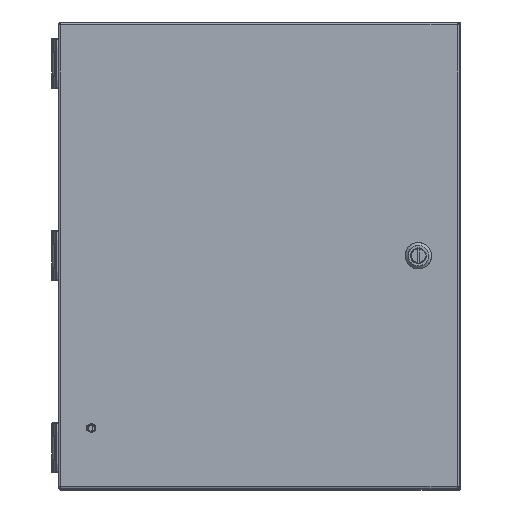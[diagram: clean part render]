
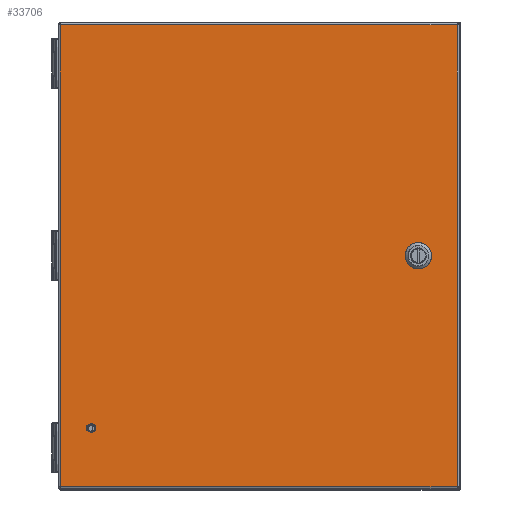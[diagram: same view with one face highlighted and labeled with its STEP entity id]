
A CAD part, top view. The second image highlights one B-rep face of the part: STEP entity #33706.
In plain terms, the highlighted planar face has unit normal (0, 0, 1).
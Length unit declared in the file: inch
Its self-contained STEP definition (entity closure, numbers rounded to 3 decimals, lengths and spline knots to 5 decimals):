
#159 = EDGE_CURVE ( 'NONE', #34328, #15841, #44065, .T. ) ;
#516 = VECTOR ( 'NONE', #54037, 39.37008 ) ;
#680 = VECTOR ( 'NONE', #51563, 39.37008 ) ;
#1247 = LINE ( 'NONE', #42809, #37988 ) ;
#2408 = CARTESIAN_POINT ( 'NONE',  ( 4.75145, -0.00008, 8.18453 ) ) ;
#2926 = CARTESIAN_POINT ( 'NONE',  ( 3.57344, -1.57407, 8.18453 ) ) ;
#4555 = ORIENTED_EDGE ( 'NONE', *, *, #51725, .T. ) ;
#4594 = LINE ( 'NONE', #30825, #52075 ) ;
#4747 = DIRECTION ( 'NONE',  ( 0., 1., 0. ) ) ;
#4863 = EDGE_CURVE ( 'NONE', #47278, #39763, #9631, .T. ) ;
#5072 = LINE ( 'NONE', #45667, #63659 ) ;
#6929 = CARTESIAN_POINT ( 'NONE',  ( -5.97055, -6.91016, 8.18453 ) ) ;
#7620 = ORIENTED_EDGE ( 'NONE', *, *, #17535, .F. ) ;
#7860 = CARTESIAN_POINT ( 'NONE',  ( 3.17746, -1.17809, 8.18453 ) ) ;
#8571 = EDGE_LOOP ( 'NONE', ( #12847, #50608, #22407, #22787, #38574, #4555, #32635, #24369 ) ) ;
#9631 = LINE ( 'NONE', #13633, #32666 ) ;
#9717 = DIRECTION ( 'NONE',  ( 0., 0., 1. ) ) ;
#9795 = DIRECTION ( 'NONE',  ( 0., 0., 1. ) ) ;
#10134 = DIRECTION ( 'NONE',  ( 1., 0., 0. ) ) ;
#11564 = CARTESIAN_POINT ( 'NONE',  ( -5.97055, 6.91, 8.18453 ) ) ;
#11927 = EDGE_LOOP ( 'NONE', ( #7620 ) ) ;
#12066 = EDGE_CURVE ( 'NONE', #12225, #19586, #5072, .T. ) ;
#12225 = VERTEX_POINT ( 'NONE', #24359 ) ;
#12686 = VECTOR ( 'NONE', #63337, 39.37008 ) ;
#12847 = ORIENTED_EDGE ( 'NONE', *, *, #56331, .F. ) ;
#13165 = EDGE_CURVE ( 'NONE', #24442, #39763, #60723, .T. ) ;
#13564 = LINE ( 'NONE', #2926, #12686 ) ;
#13633 = CARTESIAN_POINT ( 'NONE',  ( 3.57344, 1.57391, 8.18453 ) ) ;
#14365 = DIRECTION ( 'NONE',  ( 1., 0., 0. ) ) ;
#14421 = CARTESIAN_POINT ( 'NONE',  ( 4.75145, -0.00008, 8.18453 ) ) ;
#14675 = VERTEX_POINT ( 'NONE', #6929 ) ;
#15158 = CARTESIAN_POINT ( 'NONE',  ( 4.66301, -0.30761, 8.18453 ) ) ;
#15564 = DIRECTION ( 'NONE',  ( 1., 0., 0. ) ) ;
#15841 = VERTEX_POINT ( 'NONE', #26077 ) ;
#16455 = CARTESIAN_POINT ( 'NONE',  ( 5.05899, -0.08852, 8.18453 ) ) ;
#17532 = DIRECTION ( 'NONE',  ( 0., -1., 0. ) ) ;
#17535 = EDGE_CURVE ( 'NONE', #42103, #42103, #54279, .T. ) ;
#19586 = VERTEX_POINT ( 'NONE', #49820 ) ;
#19911 = CARTESIAN_POINT ( 'NONE',  ( 4.66301, 0.30746, 8.18453 ) ) ;
#21558 = CARTESIAN_POINT ( 'NONE',  ( 5.05899, 0.08837, 8.18453 ) ) ;
#21984 = EDGE_CURVE ( 'NONE', #34328, #59565, #63722, .T. ) ;
#22407 = ORIENTED_EDGE ( 'NONE', *, *, #53247, .F. ) ;
#22787 = ORIENTED_EDGE ( 'NONE', *, *, #4863, .T. ) ;
#23436 = ORIENTED_EDGE ( 'NONE', *, *, #30689, .T. ) ;
#23475 = CIRCLE ( 'NONE', #29807, 0.32 ) ;
#24225 = PLANE ( 'NONE',  #57509 ) ;
#24359 = CARTESIAN_POINT ( 'NONE',  ( 5.90945, -6.91016, 8.18453 ) ) ;
#24369 = ORIENTED_EDGE ( 'NONE', *, *, #159, .T. ) ;
#24442 = VERTEX_POINT ( 'NONE', #16455 ) ;
#26032 = ORIENTED_EDGE ( 'NONE', *, *, #38605, .T. ) ;
#26077 = CARTESIAN_POINT ( 'NONE',  ( 4.44392, -0.08852, 8.18453 ) ) ;
#28961 = DIRECTION ( 'NONE',  ( 0., 0., 1. ) ) ;
#29807 = AXIS2_PLACEMENT_3D ( 'NONE', #43883, #38553, #43566 ) ;
#29874 = DIRECTION ( 'NONE',  ( 0.707, -0.707, 0. ) ) ;
#30689 = EDGE_CURVE ( 'NONE', #14675, #12225, #4594, .T. ) ;
#30825 = CARTESIAN_POINT ( 'NONE',  ( 5.96945, -6.91016, 8.18453 ) ) ;
#31200 = CARTESIAN_POINT ( 'NONE',  ( 4.8399, 0.30746, 8.18453 ) ) ;
#31969 = AXIS2_PLACEMENT_3D ( 'NONE', #14421, #9795, #10134 ) ;
#32094 = CARTESIAN_POINT ( 'NONE',  ( -4.9975, -5.16016, 8.18453 ) ) ;
#32123 = AXIS2_PLACEMENT_3D ( 'NONE', #2408, #28961, #49275 ) ;
#32635 = ORIENTED_EDGE ( 'NONE', *, *, #21984, .F. ) ;
#32666 = VECTOR ( 'NONE', #29874, 39.37008 ) ;
#33097 = DIRECTION ( 'NONE',  ( 0.707, 0.707, 0. ) ) ;
#33706 = ADVANCED_FACE ( 'NONE', ( #54492, #49541, #53563 ), #24225, .T. ) ;
#33748 = VERTEX_POINT ( 'NONE', #19911 ) ;
#33851 = CARTESIAN_POINT ( 'NONE',  ( 4.44392, 0.08837, 8.18453 ) ) ;
#34249 = CARTESIAN_POINT ( 'NONE',  ( 4.75145, -0.00008, 8.18453 ) ) ;
#34328 = VERTEX_POINT ( 'NONE', #15158 ) ;
#35526 = VERTEX_POINT ( 'NONE', #33851 ) ;
#36877 = LINE ( 'NONE', #45564, #680 ) ;
#37988 = VECTOR ( 'NONE', #17532, 39.37008 ) ;
#38553 = DIRECTION ( 'NONE',  ( 0., 0., 1. ) ) ;
#38574 = ORIENTED_EDGE ( 'NONE', *, *, #13165, .F. ) ;
#38605 = EDGE_CURVE ( 'NONE', #60728, #14675, #1247, .T. ) ;
#39763 = VERTEX_POINT ( 'NONE', #21558 ) ;
#41724 = VECTOR ( 'NONE', #33097, 39.37008 ) ;
#42103 = VERTEX_POINT ( 'NONE', #32094 ) ;
#42809 = CARTESIAN_POINT ( 'NONE',  ( -5.97055, -6.97016, 8.18453 ) ) ;
#43280 = EDGE_CURVE ( 'NONE', #35526, #33748, #47818, .T. ) ;
#43566 = DIRECTION ( 'NONE',  ( 1., 0., 0. ) ) ;
#43741 = CARTESIAN_POINT ( 'NONE',  ( 3.17746, 1.17793, 8.18453 ) ) ;
#43883 = CARTESIAN_POINT ( 'NONE',  ( 4.75145, -0.00008, 8.18453 ) ) ;
#44065 = LINE ( 'NONE', #43741, #516 ) ;
#45564 = CARTESIAN_POINT ( 'NONE',  ( -6.03055, 6.91, 8.18453 ) ) ;
#45667 = CARTESIAN_POINT ( 'NONE',  ( 5.90945, 6.97, 8.18453 ) ) ;
#45802 = AXIS2_PLACEMENT_3D ( 'NONE', #49949, #9717, #14365 ) ;
#45852 = CARTESIAN_POINT ( 'NONE',  ( 1.99945, -0.00008, 8.18453 ) ) ;
#46198 = DIRECTION ( 'NONE',  ( 1., 0., 0. ) ) ;
#47147 = AXIS2_PLACEMENT_3D ( 'NONE', #34249, #54561, #64783 ) ;
#47278 = VERTEX_POINT ( 'NONE', #31200 ) ;
#47818 = LINE ( 'NONE', #7860, #41724 ) ;
#49228 = EDGE_CURVE ( 'NONE', #19586, #60728, #36877, .T. ) ;
#49275 = DIRECTION ( 'NONE',  ( 1., 0., 0. ) ) ;
#49541 = FACE_BOUND ( 'NONE', #11927, .T. ) ;
#49820 = CARTESIAN_POINT ( 'NONE',  ( 5.90945, 6.91, 8.18453 ) ) ;
#49949 = CARTESIAN_POINT ( 'NONE',  ( -5.09555, -5.16016, 8.18453 ) ) ;
#50149 = ORIENTED_EDGE ( 'NONE', *, *, #12066, .T. ) ;
#50281 = CIRCLE ( 'NONE', #47147, 0.32 ) ;
#50608 = ORIENTED_EDGE ( 'NONE', *, *, #43280, .T. ) ;
#51563 = DIRECTION ( 'NONE',  ( -1., 0., 0. ) ) ;
#51725 = EDGE_CURVE ( 'NONE', #24442, #59565, #13564, .T. ) ;
#52075 = VECTOR ( 'NONE', #15564, 39.37008 ) ;
#53247 = EDGE_CURVE ( 'NONE', #47278, #33748, #23475, .T. ) ;
#53326 = EDGE_LOOP ( 'NONE', ( #50149, #62782, #26032, #23436 ) ) ;
#53563 = FACE_OUTER_BOUND ( 'NONE', #53326, .T. ) ;
#54037 = DIRECTION ( 'NONE',  ( -0.707, 0.707, 0. ) ) ;
#54279 = CIRCLE ( 'NONE', #45802, 0.09805 ) ;
#54492 = FACE_BOUND ( 'NONE', #8571, .T. ) ;
#54561 = DIRECTION ( 'NONE',  ( 0., 0., 1. ) ) ;
#55444 = DIRECTION ( 'NONE',  ( 0., 0., 1. ) ) ;
#55639 = CARTESIAN_POINT ( 'NONE',  ( 4.8399, -0.30761, 8.18453 ) ) ;
#56331 = EDGE_CURVE ( 'NONE', #35526, #15841, #50281, .T. ) ;
#57509 = AXIS2_PLACEMENT_3D ( 'NONE', #45852, #55444, #46198 ) ;
#59565 = VERTEX_POINT ( 'NONE', #55639 ) ;
#60723 = CIRCLE ( 'NONE', #32123, 0.32 ) ;
#60728 = VERTEX_POINT ( 'NONE', #11564 ) ;
#62782 = ORIENTED_EDGE ( 'NONE', *, *, #49228, .T. ) ;
#63337 = DIRECTION ( 'NONE',  ( -0.707, -0.707, 0. ) ) ;
#63659 = VECTOR ( 'NONE', #4747, 39.37008 ) ;
#63722 = CIRCLE ( 'NONE', #31969, 0.32 ) ;
#64783 = DIRECTION ( 'NONE',  ( 1., 0., 0. ) ) ;
